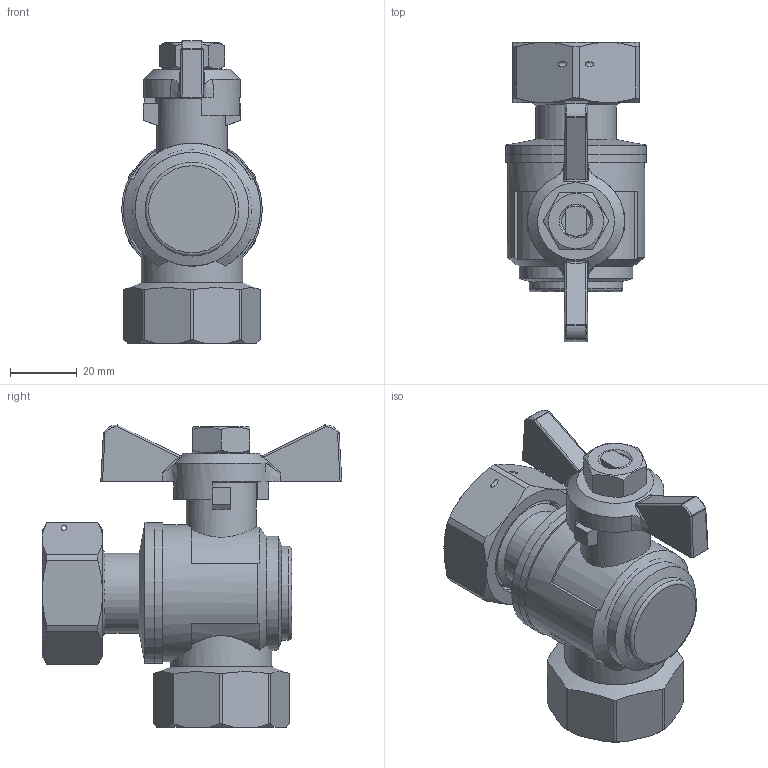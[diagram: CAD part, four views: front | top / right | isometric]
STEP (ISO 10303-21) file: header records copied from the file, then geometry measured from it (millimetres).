
FILE_DESCRIPTION(/* description */ ('Unknown'),/* implementation_level */ '2;1');
FILE_NAME(/* name */ '746-66_42',/* time_stamp */ '2022-07-25T12:55:07+02:00',/* author */ ('Unknown'),/* organization */ ('Unknown'),/* preprocessor_version */ 'ST-DEVELOPER v16.7',/* originating_system */ 'Solid Edge',/* authorisation */ 'Unknown');
FILE_SCHEMA (('AUTOMOTIVE_DESIGN {1 0 10303 214 3 1 1}'));
Length unit declared in the file: millimetre
Products named in the file (10): 746-66; 600-1-Mutter-fl.g.; 97000077-1; Flügelgriff 1; 2.149V.025; Einschraubteil-郻M_025; Körper_025; 600-1-spindel; 600-1-Stopfbuchse; Überwurfmutter-1
Assembly tree (9 placements, depth 3):
  746-66
    600-1-Mutter-fl.g.
    97000077-1
    Flügelgriff 1
    2.149V.025
      Einschraubteil-郻M_025
      Körper_025
      600-1-spindel
      600-1-Stopfbuchse
      Überwurfmutter-1
Bounding box: 42 x 89.5 x 90.3 mm (x, y, z)
Volume: 61578.7 mm3; surface area: 39793 mm2
Topology: 8 solids, 8 shells, 259 faces, 635 edges, 405 vertices
Faces by surface type: plane 106, cylinder 78, cone 48, bspline 18, sphere 8, torus 1
Full cylindrical faces by diameter (mm): 1.5 x1, 8.5 x1, 8.9 x1, 12 x3, 12.5 x1, 14 x1, 14.5 x1, 16 x1, 16.376 x2, 18 x1, 20 x2, 21 x1, 22 x1, 22.5 x1, 24 x1, 28 x2, 30 x2, 30.2 x1, 30.291 x4, 30.3 x1, 32.3 x1, 34 x1, 35.5 x1, 37 x2, 41 x1, 42 x2
Entity records: 10585 total; most frequent: CARTESIAN_POINT 3832, DIRECTION 1160, ORIENTED_EDGE 1096, EDGE_CURVE 548, AXIS2_PLACEMENT_3D 489, VERTEX_POINT 378, EDGE_LOOP 350, FACE_BOUND 350
